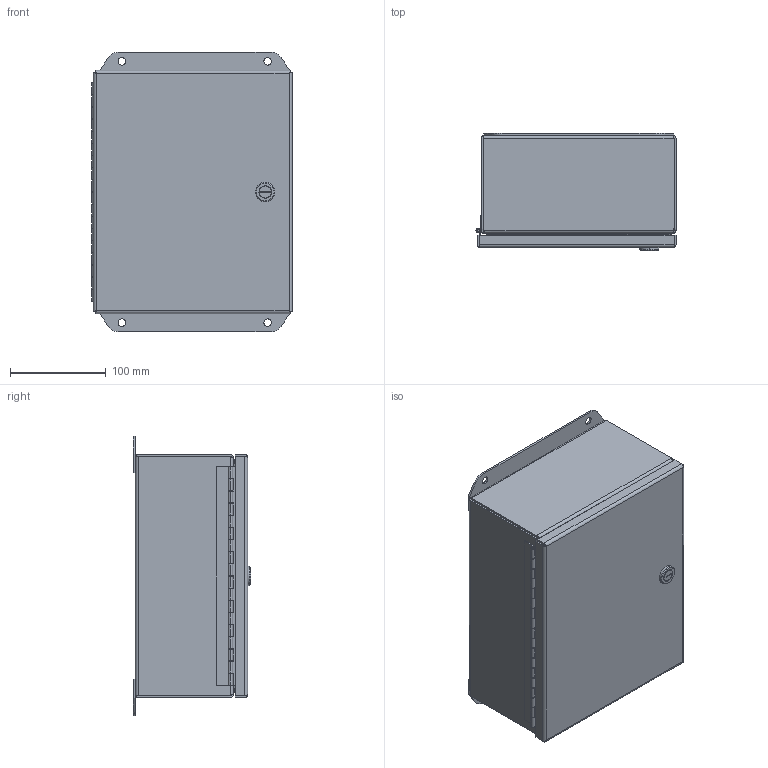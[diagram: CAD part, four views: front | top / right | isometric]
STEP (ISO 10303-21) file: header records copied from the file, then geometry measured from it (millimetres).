
FILE_DESCRIPTION (( 'STEP AP203' ), '1' );
FILE_NAME ('EJ1084AL_Default.step', '2019-11-13T19:56:51', ( '' ), ( '' ), 'SwSTEP 2.0', 'SolidWorks 2019', '' );
FILE_SCHEMA (( 'CONFIG_CONTROL_DESIGN' ));
Length unit declared in the file: inch
Products named in the file (1): EJ1084AL_Default
Bounding box: 208.94 x 122.43 x 292.1 mm (x, y, z)
Volume: 615121.2 mm3; surface area: 619400 mm2
Topology: 14 solids, 15 shells, 622 faces, 1856 edges, 1165 vertices
Faces by surface type: plane 398, cylinder 156, bspline 44, cone 24
Entity records: 22741 total; most frequent: CARTESIAN_POINT 5864, ORIENTED_EDGE 3680, DIRECTION 3372, EDGE_CURVE 1840, VECTOR 1258, LINE 1258, VERTEX_POINT 1165, AXIS2_PLACEMENT_3D 1057
